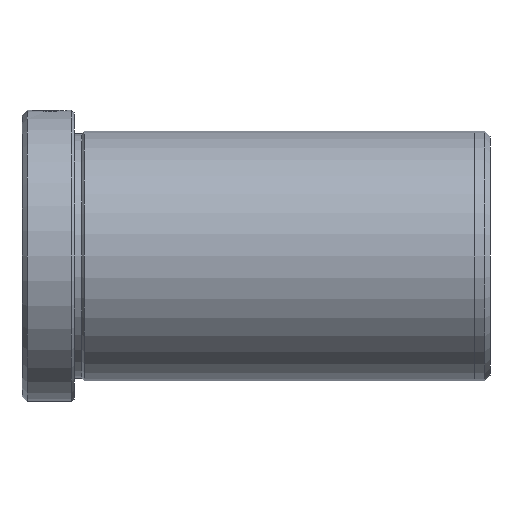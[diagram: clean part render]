
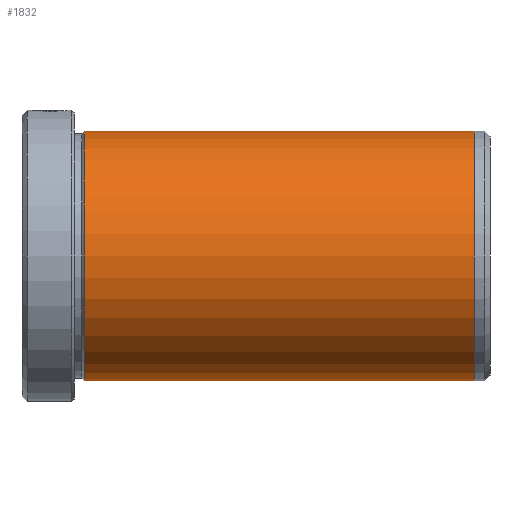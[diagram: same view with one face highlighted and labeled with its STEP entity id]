
A CAD part, left-side view. The second image highlights one B-rep face of the part: STEP entity #1832.
In plain terms, the highlighted cylindrical face has radius 24 mm (diameter 48 mm), a partial arc.
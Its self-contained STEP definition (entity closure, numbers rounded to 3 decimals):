
#3 = CARTESIAN_POINT ( 'NONE',  ( 0., -12., 24. ) ) ;
#48 = DIRECTION ( 'NONE',  ( 0., 1., 0. ) ) ;
#96 = CIRCLE ( 'NONE', #226, 24. ) ;
#150 = DIRECTION ( 'NONE',  ( 0., 1., 0. ) ) ;
#169 = EDGE_CURVE ( 'NONE', #1197, #1631, #221, .T. ) ;
#170 = DIRECTION ( 'NONE',  ( 0., 1., 0. ) ) ;
#221 = LINE ( 'NONE', #297, #936 ) ;
#226 = AXIS2_PLACEMENT_3D ( 'NONE', #1315, #458, #1450 ) ;
#297 = CARTESIAN_POINT ( 'NONE',  ( 0., 0., -24. ) ) ;
#386 = ORIENTED_EDGE ( 'NONE', *, *, #169, .F. ) ;
#458 = DIRECTION ( 'NONE',  ( 0., -1., 0. ) ) ;
#498 = EDGE_CURVE ( 'NONE', #540, #869, #574, .T. ) ;
#540 = VERTEX_POINT ( 'NONE', #1718 ) ;
#559 = AXIS2_PLACEMENT_3D ( 'NONE', #892, #170, #1198 ) ;
#574 = LINE ( 'NONE', #1708, #916 ) ;
#696 = CYLINDRICAL_SURFACE ( 'NONE', #559, 24. ) ;
#869 = VERTEX_POINT ( 'NONE', #3 ) ;
#878 = CIRCLE ( 'NONE', #1827, 24. ) ;
#892 = CARTESIAN_POINT ( 'NONE',  ( 0., 0., 0. ) ) ;
#905 = CARTESIAN_POINT ( 'NONE',  ( 0., -12., 0. ) ) ;
#916 = VECTOR ( 'NONE', #1149, 1000. ) ;
#936 = VECTOR ( 'NONE', #150, 1000. ) ;
#970 = ORIENTED_EDGE ( 'NONE', *, *, #1231, .F. ) ;
#1049 = CARTESIAN_POINT ( 'NONE',  ( 0., -87., -24. ) ) ;
#1057 = DIRECTION ( 'NONE',  ( 0., 0., 1. ) ) ;
#1078 = CARTESIAN_POINT ( 'NONE',  ( 0., -12., -24. ) ) ;
#1087 = EDGE_CURVE ( 'NONE', #540, #1197, #96, .T. ) ;
#1103 = EDGE_LOOP ( 'NONE', ( #386, #1738, #1108, #970 ) ) ;
#1108 = ORIENTED_EDGE ( 'NONE', *, *, #498, .T. ) ;
#1149 = DIRECTION ( 'NONE',  ( 0., 1., 0. ) ) ;
#1197 = VERTEX_POINT ( 'NONE', #1049 ) ;
#1198 = DIRECTION ( 'NONE',  ( 0., 0., 1. ) ) ;
#1231 = EDGE_CURVE ( 'NONE', #1631, #869, #878, .T. ) ;
#1315 = CARTESIAN_POINT ( 'NONE',  ( 0., -87., 0. ) ) ;
#1450 = DIRECTION ( 'NONE',  ( 0., 0., -1. ) ) ;
#1631 = VERTEX_POINT ( 'NONE', #1078 ) ;
#1708 = CARTESIAN_POINT ( 'NONE',  ( 0., 0., 24. ) ) ;
#1718 = CARTESIAN_POINT ( 'NONE',  ( 0., -87., 24. ) ) ;
#1738 = ORIENTED_EDGE ( 'NONE', *, *, #1087, .F. ) ;
#1827 = AXIS2_PLACEMENT_3D ( 'NONE', #905, #48, #1057 ) ;
#1832 = ADVANCED_FACE ( 'NONE', ( #1833 ), #696, .T. ) ;
#1833 = FACE_OUTER_BOUND ( 'NONE', #1103, .T. ) ;
